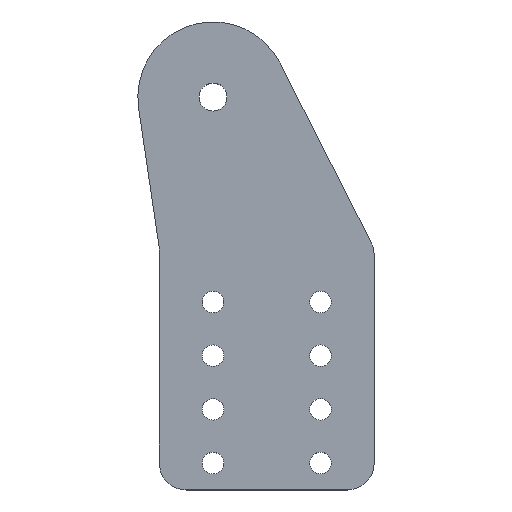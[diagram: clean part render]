
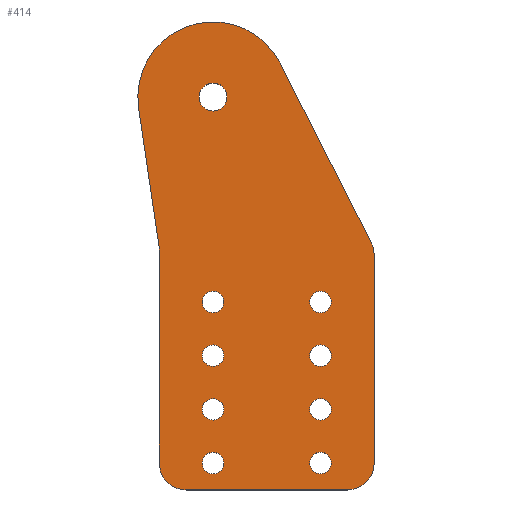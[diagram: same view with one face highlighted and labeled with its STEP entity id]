
A CAD part, top view. The second image highlights one B-rep face of the part: STEP entity #414.
In plain terms, the highlighted planar face has unit normal (0, 0, 1).
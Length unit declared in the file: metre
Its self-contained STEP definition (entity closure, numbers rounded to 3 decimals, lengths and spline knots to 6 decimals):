
#21=CIRCLE('',#449,0.01778);
#22=CIRCLE('',#451,0.003302);
#24=CIRCLE('',#455,0.002553);
#25=CIRCLE('',#456,0.002553);
#26=CIRCLE('',#457,0.002553);
#27=CIRCLE('',#458,0.002553);
#28=CIRCLE('',#459,0.002553);
#29=CIRCLE('',#460,0.002553);
#30=CIRCLE('',#461,0.002553);
#31=CIRCLE('',#462,0.002553);
#32=CIRCLE('',#463,0.00635);
#33=CIRCLE('',#464,0.00635);
#34=CIRCLE('',#465,0.00635);
#35=CIRCLE('',#466,0.00635);
#91=ORIENTED_EDGE('',*,*,#189,.T.);
#92=ORIENTED_EDGE('',*,*,#190,.T.);
#93=ORIENTED_EDGE('',*,*,#191,.T.);
#94=ORIENTED_EDGE('',*,*,#192,.T.);
#95=ORIENTED_EDGE('',*,*,#193,.T.);
#96=ORIENTED_EDGE('',*,*,#194,.T.);
#97=ORIENTED_EDGE('',*,*,#195,.T.);
#98=ORIENTED_EDGE('',*,*,#196,.T.);
#99=ORIENTED_EDGE('',*,*,#184,.F.);
#100=ORIENTED_EDGE('',*,*,#167,.F.);
#101=ORIENTED_EDGE('',*,*,#197,.T.);
#102=ORIENTED_EDGE('',*,*,#169,.T.);
#103=ORIENTED_EDGE('',*,*,#198,.T.);
#104=ORIENTED_EDGE('',*,*,#173,.T.);
#105=ORIENTED_EDGE('',*,*,#199,.T.);
#106=ORIENTED_EDGE('',*,*,#177,.T.);
#107=ORIENTED_EDGE('',*,*,#183,.T.);
#108=ORIENTED_EDGE('',*,*,#188,.F.);
#109=ORIENTED_EDGE('',*,*,#200,.T.);
#167=EDGE_CURVE('',#217,#218,#257,.T.);
#169=EDGE_CURVE('',#219,#220,#259,.T.);
#173=EDGE_CURVE('',#223,#224,#263,.T.);
#177=EDGE_CURVE('',#227,#228,#267,.T.);
#183=EDGE_CURVE('',#228,#232,#21,.T.);
#184=EDGE_CURVE('',#233,#233,#22,.T.);
#188=EDGE_CURVE('',#236,#232,#274,.T.);
#189=EDGE_CURVE('',#237,#237,#24,.F.);
#190=EDGE_CURVE('',#238,#238,#25,.F.);
#191=EDGE_CURVE('',#239,#239,#26,.F.);
#192=EDGE_CURVE('',#240,#240,#27,.F.);
#193=EDGE_CURVE('',#241,#241,#28,.F.);
#194=EDGE_CURVE('',#242,#242,#29,.F.);
#195=EDGE_CURVE('',#243,#243,#30,.F.);
#196=EDGE_CURVE('',#244,#244,#31,.F.);
#197=EDGE_CURVE('',#217,#219,#32,.T.);
#198=EDGE_CURVE('',#220,#223,#33,.T.);
#199=EDGE_CURVE('',#224,#227,#34,.T.);
#200=EDGE_CURVE('',#236,#218,#35,.F.);
#217=VERTEX_POINT('',#630);
#218=VERTEX_POINT('',#632);
#219=VERTEX_POINT('',#636);
#220=VERTEX_POINT('',#637);
#223=VERTEX_POINT('',#645);
#224=VERTEX_POINT('',#646);
#227=VERTEX_POINT('',#654);
#228=VERTEX_POINT('',#655);
#232=VERTEX_POINT('',#665);
#233=VERTEX_POINT('',#669);
#236=VERTEX_POINT('',#676);
#237=VERTEX_POINT('',#680);
#238=VERTEX_POINT('',#682);
#239=VERTEX_POINT('',#684);
#240=VERTEX_POINT('',#686);
#241=VERTEX_POINT('',#688);
#242=VERTEX_POINT('',#690);
#243=VERTEX_POINT('',#692);
#244=VERTEX_POINT('',#694);
#257=LINE('',#631,#277);
#259=LINE('',#635,#279);
#263=LINE('',#644,#283);
#267=LINE('',#653,#287);
#274=LINE('',#677,#294);
#277=VECTOR('',#502,1.);
#279=VECTOR('',#506,1.);
#283=VECTOR('',#512,1.);
#287=VECTOR('',#518,1.);
#294=VECTOR('',#539,1.);
#303=EDGE_LOOP('',(#91));
#304=EDGE_LOOP('',(#92));
#305=EDGE_LOOP('',(#93));
#306=EDGE_LOOP('',(#94));
#307=EDGE_LOOP('',(#95));
#308=EDGE_LOOP('',(#96));
#309=EDGE_LOOP('',(#97));
#310=EDGE_LOOP('',(#98));
#311=EDGE_LOOP('',(#99));
#312=EDGE_LOOP('',(#100,#101,#102,#103,#104,#105,#106,#107,#108,#109));
#355=FACE_BOUND('',#303,.T.);
#356=FACE_BOUND('',#304,.T.);
#357=FACE_BOUND('',#305,.T.);
#358=FACE_BOUND('',#306,.T.);
#359=FACE_BOUND('',#307,.T.);
#360=FACE_BOUND('',#308,.T.);
#361=FACE_BOUND('',#309,.T.);
#362=FACE_BOUND('',#310,.T.);
#363=FACE_BOUND('',#311,.T.);
#364=FACE_BOUND('',#312,.T.);
#404=PLANE('',#454);
#414=ADVANCED_FACE('',(#355,#356,#357,#358,#359,#360,#361,#362,#363,#364),
#404,.T.);
#449=AXIS2_PLACEMENT_3D('',#666,#527,#528);
#451=AXIS2_PLACEMENT_3D('',#668,#531,#532);
#454=AXIS2_PLACEMENT_3D('',#678,#540,#541);
#455=AXIS2_PLACEMENT_3D('',#679,#542,#543);
#456=AXIS2_PLACEMENT_3D('',#681,#544,#545);
#457=AXIS2_PLACEMENT_3D('',#683,#546,#547);
#458=AXIS2_PLACEMENT_3D('',#685,#548,#549);
#459=AXIS2_PLACEMENT_3D('',#687,#550,#551);
#460=AXIS2_PLACEMENT_3D('',#689,#552,#553);
#461=AXIS2_PLACEMENT_3D('',#691,#554,#555);
#462=AXIS2_PLACEMENT_3D('',#693,#556,#557);
#463=AXIS2_PLACEMENT_3D('',#695,#558,#559);
#464=AXIS2_PLACEMENT_3D('',#696,#560,#561);
#465=AXIS2_PLACEMENT_3D('',#697,#562,#563);
#466=AXIS2_PLACEMENT_3D('',#698,#564,#565);
#502=DIRECTION('',(0.,1.,0.));
#506=DIRECTION('',(1.,0.,0.));
#512=DIRECTION('',(0.,1.,0.));
#518=DIRECTION('',(-0.453,0.892,0.));
#527=DIRECTION('',(0.,0.,1.));
#528=DIRECTION('',(1.,0.,0.));
#531=DIRECTION('',(0.,0.,1.));
#532=DIRECTION('',(1.,0.,0.));
#539=DIRECTION('',(-0.146,0.989,0.));
#540=DIRECTION('',(0.,0.,1.));
#541=DIRECTION('',(1.,0.,0.));
#542=DIRECTION('',(0.,0.,1.));
#543=DIRECTION('',(1.,0.,0.));
#544=DIRECTION('',(0.,0.,1.));
#545=DIRECTION('',(1.,0.,0.));
#546=DIRECTION('',(0.,0.,1.));
#547=DIRECTION('',(1.,0.,0.));
#548=DIRECTION('',(0.,0.,1.));
#549=DIRECTION('',(1.,0.,0.));
#550=DIRECTION('',(0.,0.,1.));
#551=DIRECTION('',(1.,0.,0.));
#552=DIRECTION('',(0.,0.,1.));
#553=DIRECTION('',(1.,0.,0.));
#554=DIRECTION('',(0.,0.,1.));
#555=DIRECTION('',(1.,0.,0.));
#556=DIRECTION('',(0.,0.,1.));
#557=DIRECTION('',(1.,0.,0.));
#558=DIRECTION('',(0.,0.,1.));
#559=DIRECTION('',(1.,0.,0.));
#560=DIRECTION('',(0.,0.,1.));
#561=DIRECTION('',(1.,0.,0.));
#562=DIRECTION('',(0.,0.,1.));
#563=DIRECTION('',(1.,0.,0.));
#564=DIRECTION('',(0.,0.,1.));
#565=DIRECTION('',(1.,0.,0.));
#630=CARTESIAN_POINT('',(-0.0127,-0.0381,0.01016));
#631=CARTESIAN_POINT('',(-0.0127,-0.015875,0.01016));
#632=CARTESIAN_POINT('',(-0.0127,0.012234,0.01016));
#635=CARTESIAN_POINT('',(0.0127,-0.04445,0.01016));
#636=CARTESIAN_POINT('',(-0.00635,-0.04445,0.01016));
#637=CARTESIAN_POINT('',(0.03175,-0.04445,0.01016));
#644=CARTESIAN_POINT('',(0.0381,-0.015875,0.01016));
#645=CARTESIAN_POINT('',(0.0381,-0.0381,0.01016));
#646=CARTESIAN_POINT('',(0.0381,0.01118,0.01016));
#653=CARTESIAN_POINT('',(0.026976,0.034604,0.01016));
#654=CARTESIAN_POINT('',(0.037412,0.014055,0.01016));
#655=CARTESIAN_POINT('',(0.015853,0.056508,0.01016));
#665=CARTESIAN_POINT('',(-0.01759,0.045864,0.01016));
#666=CARTESIAN_POINT('',(0.,0.048457,0.01016));
#668=CARTESIAN_POINT('',(0.,0.048457,0.01016));
#669=CARTESIAN_POINT('',(0.003302,0.048457,0.01016));
#676=CARTESIAN_POINT('',(-0.012768,0.013161,0.01016));
#677=CARTESIAN_POINT('',(-0.015145,0.029282,0.01016));
#678=CARTESIAN_POINT('',(0.00635,0.014143,0.01016));
#679=CARTESIAN_POINT('',(0.,0.,0.01016));
#680=CARTESIAN_POINT('',(0.002553,0.,0.01016));
#681=CARTESIAN_POINT('',(0.,-0.0254,0.01016));
#682=CARTESIAN_POINT('',(0.002553,-0.0254,0.01016));
#683=CARTESIAN_POINT('',(0.,-0.0381,0.01016));
#684=CARTESIAN_POINT('',(0.002553,-0.0381,0.01016));
#685=CARTESIAN_POINT('',(0.0254,-0.0381,0.01016));
#686=CARTESIAN_POINT('',(0.027953,-0.0381,0.01016));
#687=CARTESIAN_POINT('',(0.0254,-0.0254,0.01016));
#688=CARTESIAN_POINT('',(0.027953,-0.0254,0.01016));
#689=CARTESIAN_POINT('',(0.0254,-0.0127,0.01016));
#690=CARTESIAN_POINT('',(0.027953,-0.0127,0.01016));
#691=CARTESIAN_POINT('',(0.0254,0.,0.01016));
#692=CARTESIAN_POINT('',(0.027953,0.,0.01016));
#693=CARTESIAN_POINT('',(0.,-0.0127,0.01016));
#694=CARTESIAN_POINT('',(0.002553,-0.0127,0.01016));
#695=CARTESIAN_POINT('',(-0.00635,-0.0381,0.01016));
#696=CARTESIAN_POINT('',(0.03175,-0.0381,0.01016));
#697=CARTESIAN_POINT('',(0.03175,0.01118,0.01016));
#698=CARTESIAN_POINT('',(-0.01905,0.012234,0.01016));
